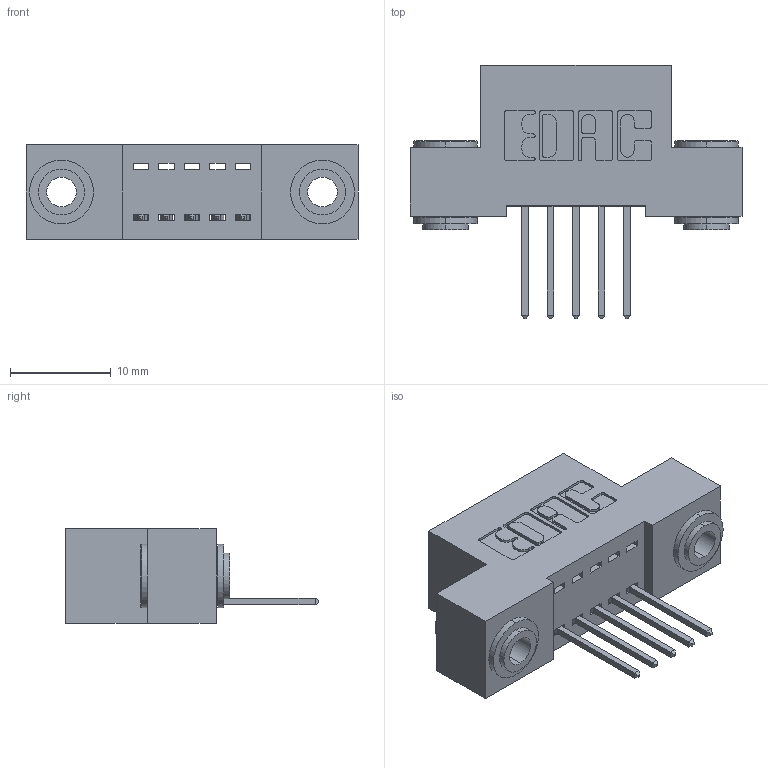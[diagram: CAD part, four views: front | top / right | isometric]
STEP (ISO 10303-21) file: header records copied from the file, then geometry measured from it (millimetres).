
FILE_DESCRIPTION (( 'STEP AP203' ), '1' );
FILE_NAME ('342-005-523-103.STEP', '2018-08-10T11:01:02', ( '' ), ( '' ), 'SwSTEP 2.0', 'SolidWorks 2016', '' );
FILE_SCHEMA (( 'CONFIG_CONTROL_DESIGN' ));
Length unit declared in the file: inch
Products named in the file (4): 342-005-523-103; 342-250-002_345-250-002-102; 342 Part_.156 TH; 345-292-001_345-293-123
Assembly tree (8 placements, depth 2):
  342-005-523-103
    342 Part_.156 TH
    345-292-001_345-293-123  x5
    342-250-002_345-250-002-102  x2
Bounding box: 33.02 x 25.15 x 9.4 mm (x, y, z)
Volume: 2779.8 mm3; surface area: 3622.1 mm2
Topology: 8 solids, 8 shells, 438 faces, 1255 edges, 826 vertices
Faces by surface type: plane 286, cylinder 144, cone 8
Entity records: 8378 total; most frequent: CARTESIAN_POINT 1428, ORIENTED_EDGE 1362, DIRECTION 1313, EDGE_CURVE 681, LINE 529, VECTOR 529, VERTEX_POINT 450, AXIS2_PLACEMENT_3D 392
